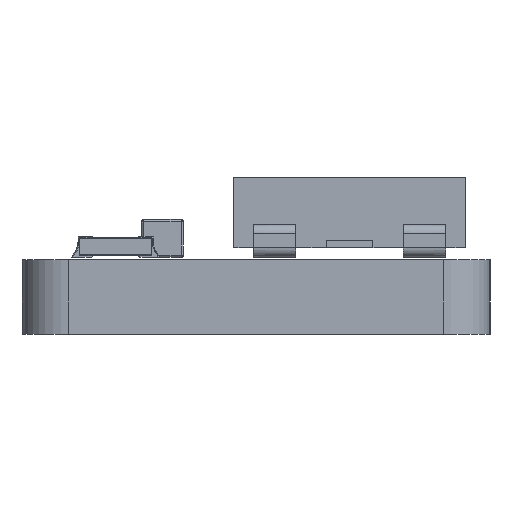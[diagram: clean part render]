
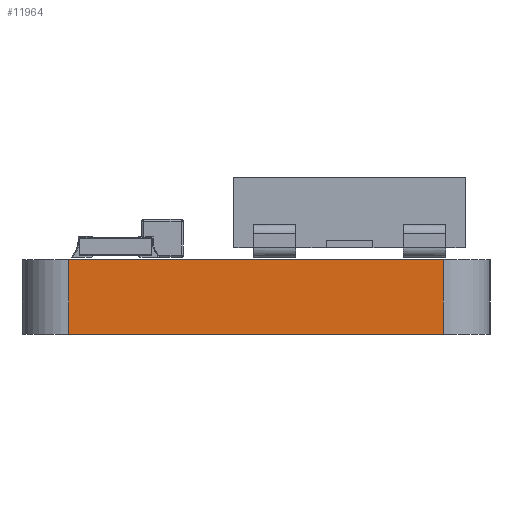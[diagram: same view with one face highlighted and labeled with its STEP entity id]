
A CAD part, left-side view. The second image highlights one B-rep face of the part: STEP entity #11964.
In plain terms, the highlighted planar face has unit normal (-1, 0, 0).
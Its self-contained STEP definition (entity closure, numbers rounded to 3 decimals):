
#11345 = PLANE('',#11346);
#11346 = AXIS2_PLACEMENT_3D('',#11347,#11348,#11349);
#11347 = CARTESIAN_POINT('',(40.,5.,1.6));
#11348 = DIRECTION('',(0.,0.,1.));
#11349 = DIRECTION('',(1.,0.,-0.));
#11373 = CYLINDRICAL_SURFACE('',#11374,1.);
#11374 = AXIS2_PLACEMENT_3D('',#11375,#11376,#11377);
#11375 = CARTESIAN_POINT('',(1.,9.,0.));
#11376 = DIRECTION('',(-0.,-0.,-1.));
#11377 = DIRECTION('',(1.,0.,-0.));
#11399 = PLANE('',#11400);
#11400 = AXIS2_PLACEMENT_3D('',#11401,#11402,#11403);
#11401 = CARTESIAN_POINT('',(40.,5.,0.));
#11402 = DIRECTION('',(0.,0.,1.));
#11403 = DIRECTION('',(1.,0.,-0.));
#11494 = VERTEX_POINT('',#11495);
#11495 = CARTESIAN_POINT('',(0.,9.,1.6));
#11517 = EDGE_CURVE('',#11518,#11494,#11520,.T.);
#11518 = VERTEX_POINT('',#11519);
#11519 = CARTESIAN_POINT('',(0.,9.,0.));
#11520 = SURFACE_CURVE('',#11521,(#11525,#11532),.PCURVE_S1.);
#11521 = LINE('',#11522,#11523);
#11522 = CARTESIAN_POINT('',(0.,9.,0.));
#11523 = VECTOR('',#11524,1.);
#11524 = DIRECTION('',(0.,0.,1.));
#11525 = PCURVE('',#11373,#11526);
#11526 = DEFINITIONAL_REPRESENTATION('',(#11527),#11531);
#11527 = LINE('',#11528,#11529);
#11528 = CARTESIAN_POINT('',(-3.142,0.));
#11529 = VECTOR('',#11530,1.);
#11530 = DIRECTION('',(-0.,-1.));
#11531 = ( GEOMETRIC_REPRESENTATION_CONTEXT(2) 
PARAMETRIC_REPRESENTATION_CONTEXT() REPRESENTATION_CONTEXT('2D SPACE',''
  ) );
#11532 = PCURVE('',#11533,#11538);
#11533 = PLANE('',#11534);
#11534 = AXIS2_PLACEMENT_3D('',#11535,#11536,#11537);
#11535 = CARTESIAN_POINT('',(0.,9.,0.));
#11536 = DIRECTION('',(1.,0.,-0.));
#11537 = DIRECTION('',(0.,-1.,0.));
#11538 = DEFINITIONAL_REPRESENTATION('',(#11539),#11543);
#11539 = LINE('',#11540,#11541);
#11540 = CARTESIAN_POINT('',(0.,0.));
#11541 = VECTOR('',#11542,1.);
#11542 = DIRECTION('',(0.,-1.));
#11543 = ( GEOMETRIC_REPRESENTATION_CONTEXT(2) 
PARAMETRIC_REPRESENTATION_CONTEXT() REPRESENTATION_CONTEXT('2D SPACE',''
  ) );
#11572 = EDGE_CURVE('',#11518,#11573,#11575,.T.);
#11573 = VERTEX_POINT('',#11574);
#11574 = CARTESIAN_POINT('',(0.,1.,0.));
#11575 = SURFACE_CURVE('',#11576,(#11580,#11587),.PCURVE_S1.);
#11576 = LINE('',#11577,#11578);
#11577 = CARTESIAN_POINT('',(0.,9.,0.));
#11578 = VECTOR('',#11579,1.);
#11579 = DIRECTION('',(0.,-1.,0.));
#11580 = PCURVE('',#11399,#11581);
#11581 = DEFINITIONAL_REPRESENTATION('',(#11582),#11586);
#11582 = LINE('',#11583,#11584);
#11583 = CARTESIAN_POINT('',(-40.,4.));
#11584 = VECTOR('',#11585,1.);
#11585 = DIRECTION('',(0.,-1.));
#11586 = ( GEOMETRIC_REPRESENTATION_CONTEXT(2) 
PARAMETRIC_REPRESENTATION_CONTEXT() REPRESENTATION_CONTEXT('2D SPACE',''
  ) );
#11587 = PCURVE('',#11533,#11588);
#11588 = DEFINITIONAL_REPRESENTATION('',(#11589),#11593);
#11589 = LINE('',#11590,#11591);
#11590 = CARTESIAN_POINT('',(0.,0.));
#11591 = VECTOR('',#11592,1.);
#11592 = DIRECTION('',(1.,0.));
#11593 = ( GEOMETRIC_REPRESENTATION_CONTEXT(2) 
PARAMETRIC_REPRESENTATION_CONTEXT() REPRESENTATION_CONTEXT('2D SPACE',''
  ) );
#11612 = CYLINDRICAL_SURFACE('',#11613,1.);
#11613 = AXIS2_PLACEMENT_3D('',#11614,#11615,#11616);
#11614 = CARTESIAN_POINT('',(1.,1.,0.));
#11615 = DIRECTION('',(-0.,-0.,-1.));
#11616 = DIRECTION('',(1.,0.,-0.));
#11770 = EDGE_CURVE('',#11494,#11771,#11773,.T.);
#11771 = VERTEX_POINT('',#11772);
#11772 = CARTESIAN_POINT('',(0.,1.,1.6));
#11773 = SURFACE_CURVE('',#11774,(#11778,#11785),.PCURVE_S1.);
#11774 = LINE('',#11775,#11776);
#11775 = CARTESIAN_POINT('',(0.,9.,1.6));
#11776 = VECTOR('',#11777,1.);
#11777 = DIRECTION('',(0.,-1.,0.));
#11778 = PCURVE('',#11345,#11779);
#11779 = DEFINITIONAL_REPRESENTATION('',(#11780),#11784);
#11780 = LINE('',#11781,#11782);
#11781 = CARTESIAN_POINT('',(-40.,4.));
#11782 = VECTOR('',#11783,1.);
#11783 = DIRECTION('',(0.,-1.));
#11784 = ( GEOMETRIC_REPRESENTATION_CONTEXT(2) 
PARAMETRIC_REPRESENTATION_CONTEXT() REPRESENTATION_CONTEXT('2D SPACE',''
  ) );
#11785 = PCURVE('',#11533,#11786);
#11786 = DEFINITIONAL_REPRESENTATION('',(#11787),#11791);
#11787 = LINE('',#11788,#11789);
#11788 = CARTESIAN_POINT('',(0.,-1.6));
#11789 = VECTOR('',#11790,1.);
#11790 = DIRECTION('',(1.,0.));
#11791 = ( GEOMETRIC_REPRESENTATION_CONTEXT(2) 
PARAMETRIC_REPRESENTATION_CONTEXT() REPRESENTATION_CONTEXT('2D SPACE',''
  ) );
#11964 = ADVANCED_FACE('',(#11965),#11533,.F.);
#11965 = FACE_BOUND('',#11966,.F.);
#11966 = EDGE_LOOP('',(#11967,#11968,#11969,#11990));
#11967 = ORIENTED_EDGE('',*,*,#11517,.T.);
#11968 = ORIENTED_EDGE('',*,*,#11770,.T.);
#11969 = ORIENTED_EDGE('',*,*,#11970,.F.);
#11970 = EDGE_CURVE('',#11573,#11771,#11971,.T.);
#11971 = SURFACE_CURVE('',#11972,(#11976,#11983),.PCURVE_S1.);
#11972 = LINE('',#11973,#11974);
#11973 = CARTESIAN_POINT('',(0.,1.,0.));
#11974 = VECTOR('',#11975,1.);
#11975 = DIRECTION('',(0.,0.,1.));
#11976 = PCURVE('',#11533,#11977);
#11977 = DEFINITIONAL_REPRESENTATION('',(#11978),#11982);
#11978 = LINE('',#11979,#11980);
#11979 = CARTESIAN_POINT('',(8.,0.));
#11980 = VECTOR('',#11981,1.);
#11981 = DIRECTION('',(0.,-1.));
#11982 = ( GEOMETRIC_REPRESENTATION_CONTEXT(2) 
PARAMETRIC_REPRESENTATION_CONTEXT() REPRESENTATION_CONTEXT('2D SPACE',''
  ) );
#11983 = PCURVE('',#11612,#11984);
#11984 = DEFINITIONAL_REPRESENTATION('',(#11985),#11989);
#11985 = LINE('',#11986,#11987);
#11986 = CARTESIAN_POINT('',(-3.142,0.));
#11987 = VECTOR('',#11988,1.);
#11988 = DIRECTION('',(-0.,-1.));
#11989 = ( GEOMETRIC_REPRESENTATION_CONTEXT(2) 
PARAMETRIC_REPRESENTATION_CONTEXT() REPRESENTATION_CONTEXT('2D SPACE',''
  ) );
#11990 = ORIENTED_EDGE('',*,*,#11572,.F.);
